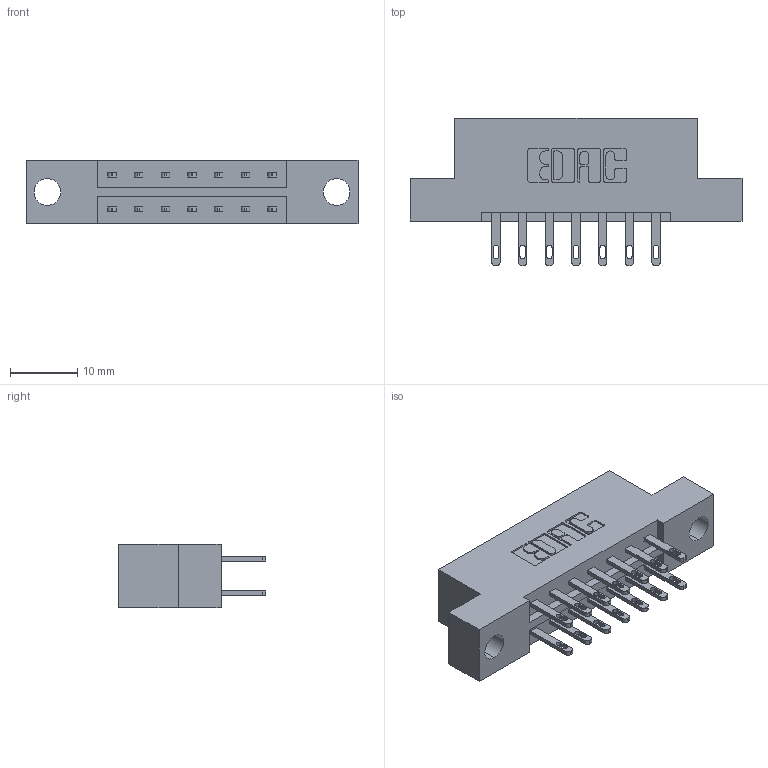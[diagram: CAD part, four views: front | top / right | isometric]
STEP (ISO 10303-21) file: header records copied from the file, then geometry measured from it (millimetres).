
FILE_DESCRIPTION (( 'STEP AP203' ), '1' );
FILE_NAME ('833-014-500-204.STEP', '2020-05-31T00:46:45', ( '' ), ( '' ), 'SwSTEP 2.0', 'SolidWorks 2020', '' );
FILE_SCHEMA (( 'CONFIG_CONTROL_DESIGN' ));
Length unit declared in the file: inch
Products named in the file (3): 345-292-001_345-293-100; 833 Part_Flush - .156 Dia - TH; 833-014-500-204
Assembly tree (15 placements, depth 2):
  833-014-500-204
    833 Part_Flush - .156 Dia - TH
    345-292-001_345-293-100  x14
Bounding box: 49.28 x 21.85 x 9.4 mm (x, y, z)
Volume: 4658.4 mm3; surface area: 5084.8 mm2
Topology: 15 solids, 15 shells, 786 faces, 2369 edges, 1578 vertices
Faces by surface type: plane 490, cylinder 296
Entity records: 8963 total; most frequent: CARTESIAN_POINT 1526, ORIENTED_EDGE 1462, DIRECTION 1367, EDGE_CURVE 731, VECTOR 599, LINE 599, VERTEX_POINT 486, AXIS2_PLACEMENT_3D 384
